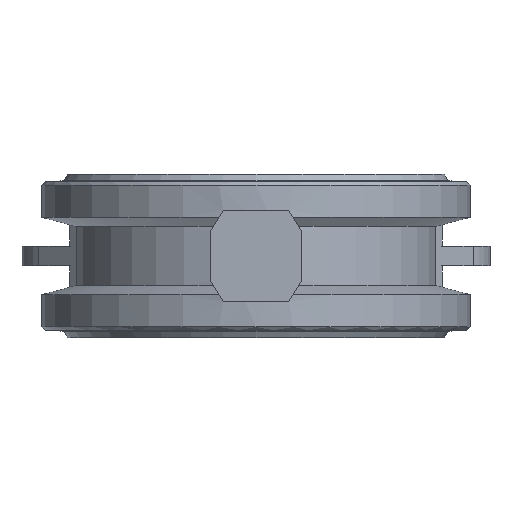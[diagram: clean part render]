
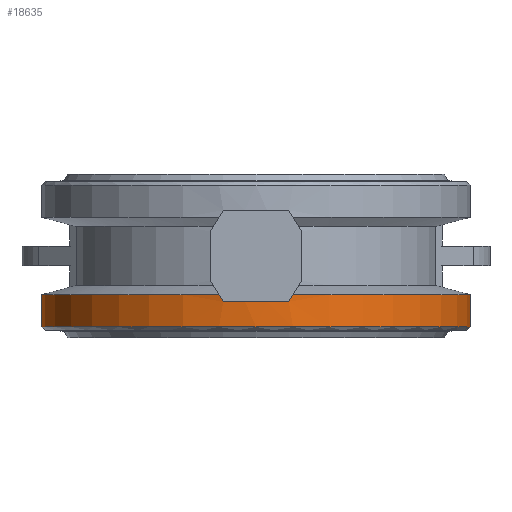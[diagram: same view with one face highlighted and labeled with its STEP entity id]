
A CAD part, front view. The second image highlights one B-rep face of the part: STEP entity #18635.
In plain terms, the highlighted cylindrical face has radius 65.5 mm (diameter 131 mm), a partial arc.
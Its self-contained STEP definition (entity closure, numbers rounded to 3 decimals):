
#567 = ORIENTED_EDGE ( 'NONE', *, *, #13383, .F. ) ;
#701 = CIRCLE ( 'NONE', #26144, 65.5 ) ;
#757 = LINE ( 'NONE', #8357, #7929 ) ;
#820 = CARTESIAN_POINT ( 'NONE',  ( -11.324, -64.514, -11.848 ) ) ;
#951 = ORIENTED_EDGE ( 'NONE', *, *, #35774, .T. ) ;
#958 = ORIENTED_EDGE ( 'NONE', *, *, #12650, .T. ) ;
#1031 = CARTESIAN_POINT ( 'NONE',  ( 0., 0., -11.848 ) ) ;
#1193 = CARTESIAN_POINT ( 'NONE',  ( 50.529, 41.678, -16.5 ) ) ;
#1598 = AXIS2_PLACEMENT_3D ( 'NONE', #8066, #29082, #11091 ) ;
#1922 = CIRCLE ( 'NONE', #14296, 65.5 ) ;
#1983 = EDGE_CURVE ( 'NONE', #27443, #33136, #757, .T. ) ;
#2218 = CARTESIAN_POINT ( 'NONE',  ( 0., 0., -21.7 ) ) ;
#4114 = DIRECTION ( 'NONE',  ( 1., 0., 0. ) ) ;
#4268 = CYLINDRICAL_SURFACE ( 'NONE', #30868, 65.5 ) ;
#4486 = AXIS2_PLACEMENT_3D ( 'NONE', #2218, #23390, #5289 ) ;
#5274 = EDGE_CURVE ( 'NONE', #6618, #19098, #29485, .T. ) ;
#5289 = DIRECTION ( 'NONE',  ( -1., 0., 0. ) ) ;
#6618 = VERTEX_POINT ( 'NONE', #13370 ) ;
#6999 = CARTESIAN_POINT ( 'NONE',  ( -10.884, -64.591, -12.564 ) ) ;
#7188 = FACE_OUTER_BOUND ( 'NONE', #21924, .T. ) ;
#7865 = CARTESIAN_POINT ( 'NONE',  ( 11.324, -64.514, -11.848 ) ) ;
#7929 = VECTOR ( 'NONE', #26354, 1000. ) ;
#8066 = CARTESIAN_POINT ( 'NONE',  ( 0., 0., -14. ) ) ;
#8357 = CARTESIAN_POINT ( 'NONE',  ( 57.006, 32.257, 500000. ) ) ;
#8479 = CARTESIAN_POINT ( 'NONE',  ( 0., 0., -3. ) ) ;
#9102 = LINE ( 'NONE', #19751, #32112 ) ;
#9352 = ORIENTED_EDGE ( 'NONE', *, *, #37583, .F. ) ;
#9515 = DIRECTION ( 'NONE',  ( 1., 0., 0. ) ) ;
#10095 = CIRCLE ( 'NONE', #1598, 65.5 ) ;
#10921 = CIRCLE ( 'NONE', #30937, 65.5 ) ;
#11091 = DIRECTION ( 'NONE',  ( 1., 0., 0. ) ) ;
#11509 = DIRECTION ( 'NONE',  ( 1., 0., 0. ) ) ;
#12559 = CARTESIAN_POINT ( 'NONE',  ( 57.006, 32.257, -3. ) ) ;
#12602 = VECTOR ( 'NONE', #23709, 1000. ) ;
#12607 = CARTESIAN_POINT ( 'NONE',  ( 0., 0., -11.848 ) ) ;
#12650 = EDGE_CURVE ( 'NONE', #35962, #18765, #16729, .T. ) ;
#13033 = AXIS2_PLACEMENT_3D ( 'NONE', #1031, #22225, #4114 ) ;
#13370 = CARTESIAN_POINT ( 'NONE',  ( 10., -64.732, -14. ) ) ;
#13383 = EDGE_CURVE ( 'NONE', #14848, #6618, #10095, .T. ) ;
#14296 = AXIS2_PLACEMENT_3D ( 'NONE', #17363, #38288, #20327 ) ;
#14515 = ORIENTED_EDGE ( 'NONE', *, *, #33559, .F. ) ;
#14848 = VERTEX_POINT ( 'NONE', #36097 ) ;
#14931 = ORIENTED_EDGE ( 'NONE', *, *, #29849, .F. ) ;
#15447 = DIRECTION ( 'NONE',  ( 0., 0., 1. ) ) ;
#15644 = DIRECTION ( 'NONE',  ( 1., 0., 0. ) ) ;
#16073 = CARTESIAN_POINT ( 'NONE',  ( -10.442, -64.664, -13.282 ) ) ;
#16592 = CARTESIAN_POINT ( 'NONE',  ( 50.529, 41.678, -3. ) ) ;
#16600 = ORIENTED_EDGE ( 'NONE', *, *, #1983, .T. ) ;
#16729 = LINE ( 'NONE', #1193, #23810 ) ;
#17068 = CIRCLE ( 'NONE', #4486, 65.5 ) ;
#17363 = CARTESIAN_POINT ( 'NONE',  ( 0., 0., -3. ) ) ;
#17407 =( BOUNDED_CURVE ( )  B_SPLINE_CURVE ( 3, ( #820, #6999, #16073, #37065 ),
 .UNSPECIFIED., .F., .T. ) 
 B_SPLINE_CURVE_WITH_KNOTS ( ( 4, 4 ),
 ( 1.397, 1.418 ),
 .UNSPECIFIED. ) 
 CURVE ( )  GEOMETRIC_REPRESENTATION_ITEM ( )  RATIONAL_B_SPLINE_CURVE ( ( 1., 1., 1., 1. ) ) 
 REPRESENTATION_ITEM ( '' )  );
#18635 = ADVANCED_FACE ( 'NONE', ( #7188 ), #4268, .T. ) ;
#18765 = VERTEX_POINT ( 'NONE', #16592 ) ;
#19098 = VERTEX_POINT ( 'NONE', #7865 ) ;
#19751 = CARTESIAN_POINT ( 'NONE',  ( -57.006, 32.257, 500000. ) ) ;
#20327 = DIRECTION ( 'NONE',  ( -1., 0., 0. ) ) ;
#20376 = EDGE_CURVE ( 'NONE', #19098, #33136, #701, .T. ) ;
#21813 = CARTESIAN_POINT ( 'NONE',  ( 50.529, 41.678, -21.7 ) ) ;
#21924 = EDGE_LOOP ( 'NONE', ( #28310, #951, #958, #30338, #16600, #28880, #36388, #567, #14515, #29547, #9352, #14931 ) ) ;
#22125 = CARTESIAN_POINT ( 'NONE',  ( -57.006, 32.257, -11.848 ) ) ;
#22225 = DIRECTION ( 'NONE',  ( 0., 0., 1. ) ) ;
#22297 = CARTESIAN_POINT ( 'NONE',  ( 57.006, 32.257, -11.848 ) ) ;
#22788 = DIRECTION ( 'NONE',  ( 0., 0., -1. ) ) ;
#23390 = DIRECTION ( 'NONE',  ( 0., 0., 1. ) ) ;
#23493 = CARTESIAN_POINT ( 'NONE',  ( -50.529, 41.678, -21.7 ) ) ;
#23709 = DIRECTION ( 'NONE',  ( 0., 0., -1. ) ) ;
#23810 = VECTOR ( 'NONE', #34049, 1000. ) ;
#24377 = CARTESIAN_POINT ( 'NONE',  ( 10.884, -64.591, -12.564 ) ) ;
#24472 = CARTESIAN_POINT ( 'NONE',  ( 10., -64.732, -14. ) ) ;
#24990 = CARTESIAN_POINT ( 'NONE',  ( -50.529, 41.678, -3. ) ) ;
#25230 = VERTEX_POINT ( 'NONE', #34729 ) ;
#26144 = AXIS2_PLACEMENT_3D ( 'NONE', #12607, #33637, #15644 ) ;
#26354 = DIRECTION ( 'NONE',  ( 0., 0., -1. ) ) ;
#27443 = VERTEX_POINT ( 'NONE', #12559 ) ;
#28310 = ORIENTED_EDGE ( 'NONE', *, *, #36277, .T. ) ;
#28312 = VERTEX_POINT ( 'NONE', #23493 ) ;
#28880 = ORIENTED_EDGE ( 'NONE', *, *, #20376, .F. ) ;
#29082 = DIRECTION ( 'NONE',  ( 0., 0., 1. ) ) ;
#29346 = CIRCLE ( 'NONE', #13033, 65.5 ) ;
#29485 =( BOUNDED_CURVE ( )  B_SPLINE_CURVE ( 3, ( #24472, #33811, #24377, #33919 ),
 .UNSPECIFIED., .F., .F. ) 
 B_SPLINE_CURVE_WITH_KNOTS ( ( 4, 4 ),
 ( 4.866, 4.886 ),
 .UNSPECIFIED. ) 
 CURVE ( )  GEOMETRIC_REPRESENTATION_ITEM ( )  RATIONAL_B_SPLINE_CURVE ( ( 1., 1., 1., 1. ) ) 
 REPRESENTATION_ITEM ( '' )  );
#29496 = DIRECTION ( 'NONE',  ( 0., 0., -1. ) ) ;
#29525 = VERTEX_POINT ( 'NONE', #24990 ) ;
#29547 = ORIENTED_EDGE ( 'NONE', *, *, #29580, .F. ) ;
#29580 = EDGE_CURVE ( 'NONE', #30904, #37004, #29346, .T. ) ;
#29849 = EDGE_CURVE ( 'NONE', #29525, #25230, #1922, .T. ) ;
#30338 = ORIENTED_EDGE ( 'NONE', *, *, #30344, .T. ) ;
#30344 = EDGE_CURVE ( 'NONE', #18765, #27443, #10921, .T. ) ;
#30868 = AXIS2_PLACEMENT_3D ( 'NONE', #36418, #15447, #9515 ) ;
#30904 = VERTEX_POINT ( 'NONE', #22125 ) ;
#30937 = AXIS2_PLACEMENT_3D ( 'NONE', #8479, #29496, #11509 ) ;
#32112 = VECTOR ( 'NONE', #22788, 1000. ) ;
#33136 = VERTEX_POINT ( 'NONE', #22297 ) ;
#33559 = EDGE_CURVE ( 'NONE', #37004, #14848, #17407, .T. ) ;
#33637 = DIRECTION ( 'NONE',  ( 0., 0., 1. ) ) ;
#33811 = CARTESIAN_POINT ( 'NONE',  ( 10.442, -64.664, -13.282 ) ) ;
#33919 = CARTESIAN_POINT ( 'NONE',  ( 11.324, -64.514, -11.848 ) ) ;
#33979 = CARTESIAN_POINT ( 'NONE',  ( -11.324, -64.514, -11.848 ) ) ;
#34049 = DIRECTION ( 'NONE',  ( 0., 0., 1. ) ) ;
#34729 = CARTESIAN_POINT ( 'NONE',  ( -57.006, 32.257, -3. ) ) ;
#35211 = CARTESIAN_POINT ( 'NONE',  ( -50.529, 41.678, -16.5 ) ) ;
#35774 = EDGE_CURVE ( 'NONE', #28312, #35962, #17068, .T. ) ;
#35962 = VERTEX_POINT ( 'NONE', #21813 ) ;
#36097 = CARTESIAN_POINT ( 'NONE',  ( -10., -64.732, -14. ) ) ;
#36277 = EDGE_CURVE ( 'NONE', #29525, #28312, #36576, .T. ) ;
#36388 = ORIENTED_EDGE ( 'NONE', *, *, #5274, .F. ) ;
#36418 = CARTESIAN_POINT ( 'NONE',  ( 0., 0., 55.8 ) ) ;
#36576 = LINE ( 'NONE', #35211, #12602 ) ;
#37004 = VERTEX_POINT ( 'NONE', #33979 ) ;
#37065 = CARTESIAN_POINT ( 'NONE',  ( -10., -64.732, -14. ) ) ;
#37583 = EDGE_CURVE ( 'NONE', #25230, #30904, #9102, .T. ) ;
#38288 = DIRECTION ( 'NONE',  ( 0., 0., 1. ) ) ;
